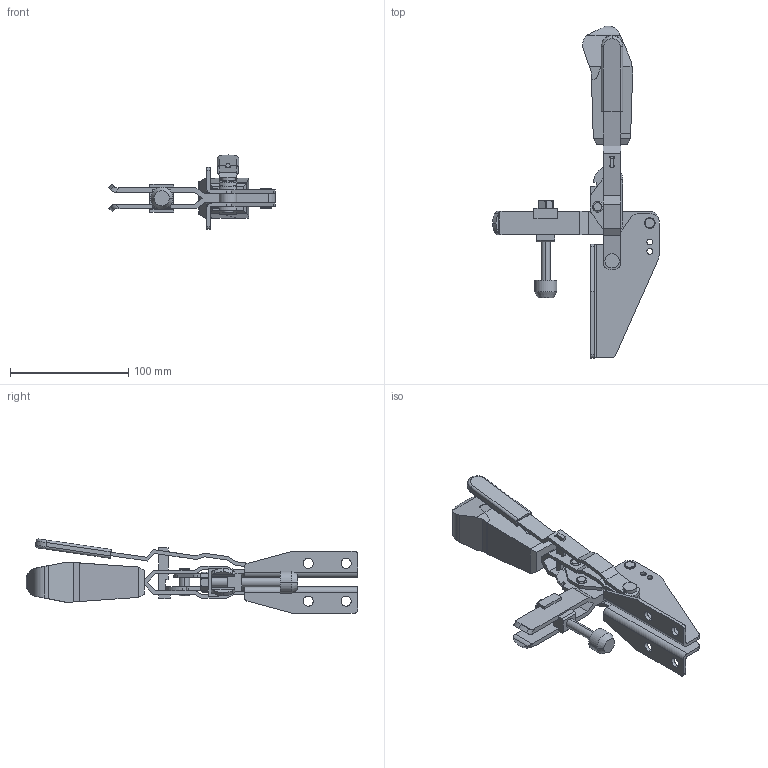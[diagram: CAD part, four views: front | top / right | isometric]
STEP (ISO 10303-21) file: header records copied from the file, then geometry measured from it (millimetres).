
FILE_DESCRIPTION(('STEP AP214'),'1');
FILE_NAME('HALDERN_EH_23330_0625.stp','2020-02-17T07:50:31',('TraceParts'),('TraceParts S.A.'),'Spatial InterOp 3D',' ',' ');
FILE_SCHEMA(('AUTOMOTIVE_DESIGN { 1 0 10303 214 1 1 1 1 }'));
Length unit declared in the file: millimetre
Products named in the file (1): HALDERN_EH_23330_0625_1
Bounding box: 140.86 x 280.5 x 62.56 mm (x, y, z)
Volume: 198619.5 mm3; surface area: 82733 mm2
Topology: 9 solids, 10 shells, 471 faces, 1250 edges, 814 vertices
Faces by surface type: plane 240, cylinder 187, cone 24, torus 20
Entity records: 18911 total; most frequent: CARTESIAN_POINT 3064, DIRECTION 2514, ORIENTED_EDGE 2500, EDGE_CURVE 1250, AXIS2_PLACEMENT_3D 864, VERTEX_POINT 814, LINE 786, VECTOR 786
